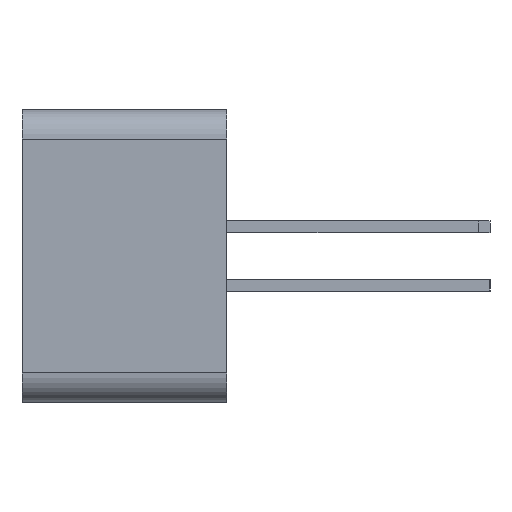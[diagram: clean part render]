
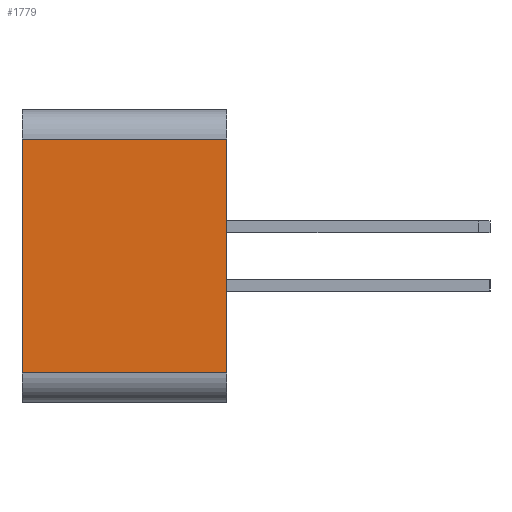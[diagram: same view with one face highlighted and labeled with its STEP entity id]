
A CAD part, left-side view. The second image highlights one B-rep face of the part: STEP entity #1779.
In plain terms, the highlighted planar face has unit normal (-1, 0, 0).
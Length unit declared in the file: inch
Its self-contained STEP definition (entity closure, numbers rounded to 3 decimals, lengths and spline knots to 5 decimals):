
#98 = CARTESIAN_POINT ( 'NONE',  ( -0.61, 0.35, -0.45 ) ) ;
#341 = VECTOR ( 'NONE', #1911, 39.37008 ) ;
#388 = DIRECTION ( 'NONE',  ( 0., 0., 1. ) ) ;
#498 = LINE ( 'NONE', #2394, #1784 ) ;
#499 = DIRECTION ( 'NONE',  ( 0., 1., 0. ) ) ;
#667 = LINE ( 'NONE', #2182, #1815 ) ;
#681 = VERTEX_POINT ( 'NONE', #2787 ) ;
#770 = CARTESIAN_POINT ( 'NONE',  ( -0.61, 0., -0.05 ) ) ;
#798 = EDGE_CURVE ( 'NONE', #1307, #2734, #2320, .T. ) ;
#918 = ORIENTED_EDGE ( 'NONE', *, *, #2192, .F. ) ;
#967 = CARTESIAN_POINT ( 'NONE',  ( -0.61, 0.35, -0.05 ) ) ;
#1229 = DIRECTION ( 'NONE',  ( 0., 0., 1. ) ) ;
#1255 = PLANE ( 'NONE',  #2743 ) ;
#1307 = VERTEX_POINT ( 'NONE', #98 ) ;
#1395 = FACE_OUTER_BOUND ( 'NONE', #1694, .T. ) ;
#1498 = CARTESIAN_POINT ( 'NONE',  ( -0.61, 0.35, -0.5 ) ) ;
#1508 = DIRECTION ( 'NONE',  ( 0., -1., 0. ) ) ;
#1694 = EDGE_LOOP ( 'NONE', ( #2847, #2562, #918, #2741 ) ) ;
#1751 = VERTEX_POINT ( 'NONE', #770 ) ;
#1779 = ADVANCED_FACE ( 'NONE', ( #1395 ), #1255, .T. ) ;
#1784 = VECTOR ( 'NONE', #1229, 39.37008 ) ;
#1815 = VECTOR ( 'NONE', #388, 39.37008 ) ;
#1911 = DIRECTION ( 'NONE',  ( 0., -1., 0. ) ) ;
#1933 = CARTESIAN_POINT ( 'NONE',  ( -0.61, 0., -0.45 ) ) ;
#2182 = CARTESIAN_POINT ( 'NONE',  ( -0.61, 0., -0.5 ) ) ;
#2192 = EDGE_CURVE ( 'NONE', #1307, #681, #498, .T. ) ;
#2288 = CARTESIAN_POINT ( 'NONE',  ( -0.61, 0., -0.45 ) ) ;
#2320 = LINE ( 'NONE', #1933, #341 ) ;
#2394 = CARTESIAN_POINT ( 'NONE',  ( -0.61, 0.35, -0.5 ) ) ;
#2485 = EDGE_CURVE ( 'NONE', #2734, #1751, #667, .T. ) ;
#2562 = ORIENTED_EDGE ( 'NONE', *, *, #2712, .T. ) ;
#2616 = DIRECTION ( 'NONE',  ( -1., 0., 0. ) ) ;
#2673 = LINE ( 'NONE', #967, #2703 ) ;
#2703 = VECTOR ( 'NONE', #499, 39.37008 ) ;
#2712 = EDGE_CURVE ( 'NONE', #1751, #681, #2673, .T. ) ;
#2734 = VERTEX_POINT ( 'NONE', #2288 ) ;
#2741 = ORIENTED_EDGE ( 'NONE', *, *, #798, .T. ) ;
#2743 = AXIS2_PLACEMENT_3D ( 'NONE', #1498, #2616, #1508 ) ;
#2787 = CARTESIAN_POINT ( 'NONE',  ( -0.61, 0.35, -0.05 ) ) ;
#2847 = ORIENTED_EDGE ( 'NONE', *, *, #2485, .T. ) ;
